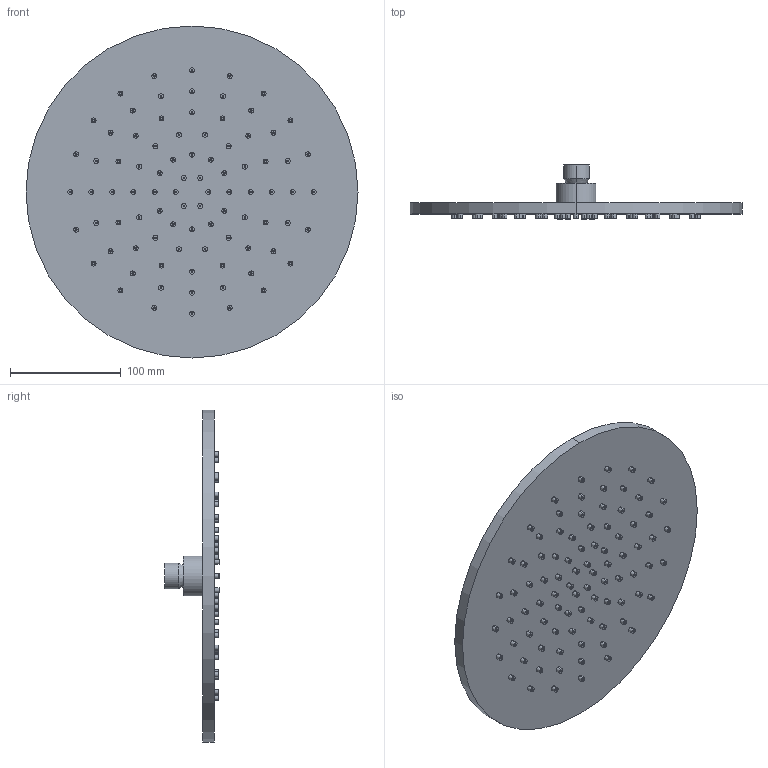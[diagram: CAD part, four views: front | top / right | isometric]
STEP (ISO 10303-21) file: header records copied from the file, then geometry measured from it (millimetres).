
FILE_DESCRIPTION (( 'STEP AP214' ), '1' );
FILE_NAME ('0000036630.STEP', '2025-11-28T16:28:42', ( '' ), ( '' ), 'SwSTEP 2.0', 'SolidWorks 2018', '' );
FILE_SCHEMA (( 'AUTOMOTIVE_DESIGN' ));
Length unit declared in the file: millimetre
Products named in the file (1): 0000036630
Bounding box: 300 x 48.81 x 300 mm (x, y, z)
Volume: 723993.7 mm3; surface area: 166092.5 mm2
Topology: 1 solids, 1 shells, 559 faces, 1116 edges, 740 vertices
Faces by surface type: cylinder 368, plane 183, cone 4, torus 4
Entity records: 14912 total; most frequent: DIRECTION 2980, CARTESIAN_POINT 2416, ORIENTED_EDGE 2232, AXIS2_PLACEMENT_3D 1304, EDGE_CURVE 1116, CIRCLE 744, EDGE_LOOP 740, VERTEX_POINT 740
